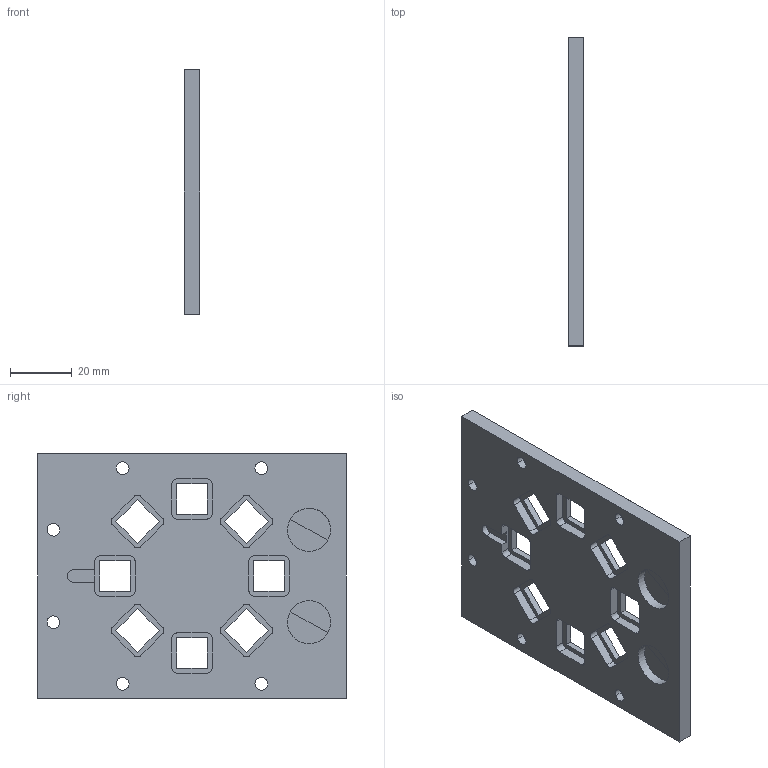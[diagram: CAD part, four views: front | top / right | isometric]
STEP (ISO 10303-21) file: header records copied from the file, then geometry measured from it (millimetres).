
FILE_DESCRIPTION(('CATIA V5 STEP Exchange','CAx-IF Rec.Pracs.--- Model Styling and Organization---1.5--- 2016-08-15','CAx-IF Rec.Pracs.---Supplemental Geometry---1.0---2011-11-01','CAx-IF Rec.Pracs.--- Composite Materials ---1.1---2010-07-15'),'2;1');
FILE_NAME('PSI2 - Generic Mask Square 10mm.stp','2024-04-18T13:05:11+00:00',('none'),('none'),'CATIA Version 5-6 Release 2021 SP3 HF7','CATIA V5 STEP AP214 v2','none');
FILE_SCHEMA(('AUTOMOTIVE_DESIGN { 1 0 10303 214 1 1 1 1 }'));
Length unit declared in the file: millimetre
Products named in the file (1): Generic Mask Square 10mm
Bounding box: 5 x 100 x 79.5 mm (x, y, z)
Volume: 32412.4 mm3; surface area: 18381.3 mm2
Topology: 1 solids, 1 shells, 146 faces, 388 edges, 254 vertices
Faces by surface type: plane 85, cylinder 49, cone 12
Entity records: 4446 total; most frequent: CARTESIAN_POINT 974, ORIENTED_EDGE 776, DIRECTION 561, EDGE_CURVE 388, VERTEX_POINT 254, VECTOR 242, LINE 242, AXIS2_PLACEMENT_3D 199
